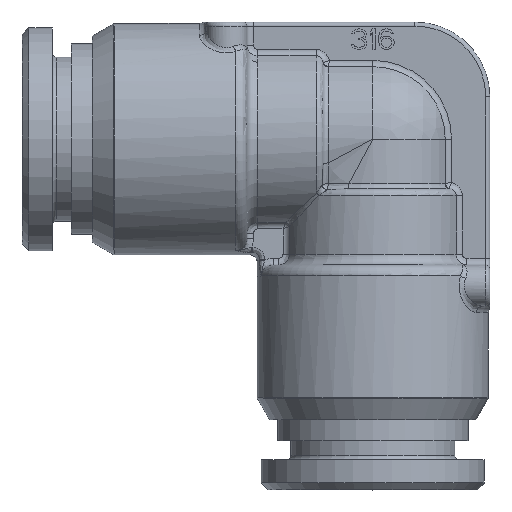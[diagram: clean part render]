
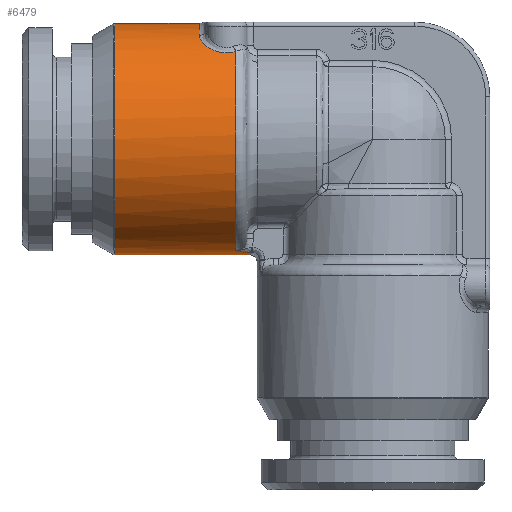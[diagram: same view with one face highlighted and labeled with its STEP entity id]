
A CAD part, top view. The second image highlights one B-rep face of the part: STEP entity #6479.
In plain terms, the highlighted cylindrical face has radius 8.5 mm (diameter 17 mm), a partial arc.
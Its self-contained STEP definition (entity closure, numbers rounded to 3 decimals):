
#479=CARTESIAN_POINT('',(-10.05,-8.165,2.361));
#481=CARTESIAN_POINT('',(-10.05,6.44,5.547));
#602=CARTESIAN_POINT('',(-18.95,0.,0.));
#603=DIRECTION('',(1.,0.,0.));
#604=DIRECTION('',(0.,1.,0.));
#605=AXIS2_PLACEMENT_3D('',#602,#603,#604);
#607=CARTESIAN_POINT('',(-12.75,0.,0.));
#608=DIRECTION('',(1.,0.,0.));
#609=DIRECTION('',(0.,1.,0.));
#610=AXIS2_PLACEMENT_3D('',#607,#608,#609);
#612=CARTESIAN_POINT('',(-12.75,7.614,3.778));
#613=CARTESIAN_POINT('',(-12.75,7.515,3.978));
#614=CARTESIAN_POINT('',(-12.689,7.308,4.358));
#615=CARTESIAN_POINT('',(-12.388,6.944,4.915));
#616=CARTESIAN_POINT('',(-11.978,6.651,5.298));
#617=CARTESIAN_POINT('',(-11.505,6.439,5.55));
#618=CARTESIAN_POINT('',(-11.015,6.334,5.668));
#619=CARTESIAN_POINT('',(-10.542,6.329,5.674));
#620=CARTESIAN_POINT('',(-10.213,6.391,5.605));
#621=CARTESIAN_POINT('',(-10.05,6.44,5.547));
#623=CARTESIAN_POINT('',(-10.05,0.,0.));
#624=DIRECTION('',(1.,0.,0.));
#625=DIRECTION('',(0.,0.758,0.653));
#626=AXIS2_PLACEMENT_3D('',#623,#624,#625);
#628=CARTESIAN_POINT('',(-8.91,-8.333,1.679));
#629=CARTESIAN_POINT('',(-8.997,-8.333,1.679));
#630=CARTESIAN_POINT('',(-9.158,-8.328,1.699));
#631=CARTESIAN_POINT('',(-9.363,-8.314,1.767));
#632=CARTESIAN_POINT('',(-9.534,-8.295,1.855));
#633=CARTESIAN_POINT('',(-9.675,-8.273,1.953));
#634=CARTESIAN_POINT('',(-9.792,-8.248,2.054));
#635=CARTESIAN_POINT('',(-9.886,-8.224,2.151));
#636=CARTESIAN_POINT('',(-9.968,-8.198,2.248));
#637=CARTESIAN_POINT('',(-10.023,-8.177,2.322));
#638=CARTESIAN_POINT('',(-10.05,-8.165,2.361));
#640=DIRECTION('',(-1.,0.,0.));
#641=VECTOR('',#640,0.087);
#642=CARTESIAN_POINT('',(-8.823,-8.333,1.679));
#643=LINE('',#642,#641);
#644=CARTESIAN_POINT('',(-8.823,-8.333,1.679));
#645=CARTESIAN_POINT('',(-8.878,-8.385,1.418));
#646=CARTESIAN_POINT('',(-8.967,-8.469,
0.875));
#647=CARTESIAN_POINT('',(-9.,-8.5,
0.293));
#648=CARTESIAN_POINT('',(-9.,-8.5,
-0.006));
#650=CARTESIAN_POINT('',(-9.,-8.5,
-0.006));
#651=CARTESIAN_POINT('',(-9.,-8.5,
-0.304));
#652=CARTESIAN_POINT('',(-8.966,-8.468,
-0.883));
#653=CARTESIAN_POINT('',(-8.878,-8.385,
-1.42));
#654=CARTESIAN_POINT('',(-8.823,-8.333,
-1.679));
#656=DIRECTION('',(1.,0.,0.));
#657=VECTOR('',#656,0.087);
#658=CARTESIAN_POINT('',(-8.91,-8.333,
-1.679));
#659=LINE('',#658,#657);
#660=CARTESIAN_POINT('',(-9.729,-8.261,
-2.));
#661=CARTESIAN_POINT('',(-9.708,-8.266,
-1.982));
#662=CARTESIAN_POINT('',(-9.664,-8.274,
-1.947));
#663=CARTESIAN_POINT('',(-9.597,-8.285,
-1.899));
#664=CARTESIAN_POINT('',(-9.517,-8.297,
-1.848));
#665=CARTESIAN_POINT('',(-9.425,-8.308,
-1.799));
#666=CARTESIAN_POINT('',(-9.32,-8.317,
-1.754));
#667=CARTESIAN_POINT('',(-9.202,-8.325,
-1.715));
#668=CARTESIAN_POINT('',(-9.066,-8.331,
-1.687));
#669=CARTESIAN_POINT('',(-8.964,-8.333,
-1.679));
#670=CARTESIAN_POINT('',(-8.91,-8.333,
-1.679));
#672=DIRECTION('',(1.,0.,0.));
#673=VECTOR('',#672,0.321);
#674=CARTESIAN_POINT('',(-10.05,-8.261,-2.));
#675=LINE('',#674,#673);
#691=DIRECTION('',(-1.,0.,0.));
#692=VECTOR('',#691,8.9);
#693=CARTESIAN_POINT('',(-10.05,-8.5,0.));
#694=LINE('',#693,#692);
#695=CARTESIAN_POINT('',(-10.05,0.,0.));
#696=DIRECTION('',(1.,0.,0.));
#697=DIRECTION('',(0.,-1.,0.));
#698=AXIS2_PLACEMENT_3D('',#695,#696,#697);
#728=DIRECTION('',(-1.,0.,0.));
#729=VECTOR('',#728,6.2);
#730=CARTESIAN_POINT('',(-12.75,8.5,0.));
#731=LINE('',#730,#729);
#4647=CARTESIAN_POINT('',(-8.823,-8.333,
-1.679));
#4905=VERTEX_POINT('',#481);
#4908=VERTEX_POINT('',#612);
#4910=CARTESIAN_POINT('',(-12.75,8.5,0.));
#4911=VERTEX_POINT('',#4910);
#5065=VERTEX_POINT('',#479);
#5074=CARTESIAN_POINT('',(-18.95,8.5,0.));
#5075=CARTESIAN_POINT('',(-18.95,-8.5,0.));
#5076=VERTEX_POINT('',#5074);
#5077=VERTEX_POINT('',#5075);
#5638=CARTESIAN_POINT('',(-9.,-8.5,
-0.006));
#5640=VERTEX_POINT('',#5638);
#5642=CARTESIAN_POINT('',(-10.05,-8.5,0.));
#5643=CARTESIAN_POINT('',(-10.05,-8.261,-2.));
#5644=VERTEX_POINT('',#5642);
#5645=VERTEX_POINT('',#5643);
#5650=VERTEX_POINT('',#628);
#5651=CARTESIAN_POINT('',(-8.823,-8.333,
1.679));
#5652=VERTEX_POINT('',#5651);
#5667=VERTEX_POINT('',#4647);
#5669=CARTESIAN_POINT('',(-8.91,-8.333,
-1.679));
#5670=VERTEX_POINT('',#5669);
#5671=VERTEX_POINT('',#660);
#6446=CARTESIAN_POINT('',(-21.92,0.,0.));
#6447=DIRECTION('',(1.,0.,0.));
#6448=DIRECTION('',(0.,-1.,0.));
#6449=AXIS2_PLACEMENT_3D('',#6446,#6447,#6448);
#6450=CYLINDRICAL_SURFACE('',#6449,8.5);
#6452=ORIENTED_EDGE('',*,*,#6451,.F.);
#6454=ORIENTED_EDGE('',*,*,#6453,.F.);
#6456=ORIENTED_EDGE('',*,*,#6455,.T.);
#6458=ORIENTED_EDGE('',*,*,#6457,.T.);
#6459=ORIENTED_EDGE('',*,*,#6340,.T.);
#6461=ORIENTED_EDGE('',*,*,#6460,.F.);
#6463=ORIENTED_EDGE('',*,*,#6462,.F.);
#6465=ORIENTED_EDGE('',*,*,#6464,.T.);
#6467=ORIENTED_EDGE('',*,*,#6466,.T.);
#6468=ORIENTED_EDGE('',*,*,#6436,.F.);
#6470=ORIENTED_EDGE('',*,*,#6469,.F.);
#6472=ORIENTED_EDGE('',*,*,#6471,.F.);
#6474=ORIENTED_EDGE('',*,*,#6473,.F.);
#6476=ORIENTED_EDGE('',*,*,#6475,.T.);
#6477=EDGE_LOOP('',(#6452,#6454,#6456,#6458,#6459,#6461,#6463,#6465,#6467,#6468,
#6470,#6472,#6474,#6476));
#6478=FACE_OUTER_BOUND('',#6477,.F.);
#6479=ADVANCED_FACE('',(#6478),#6450,.T.);
#606=CIRCLE('',#605,8.5);
#611=CIRCLE('',#610,8.5);
#622=B_SPLINE_CURVE_WITH_KNOTS('',3,(#612,#613,#614,#615,#616,#617,#618,#619,
#620,#621),.UNSPECIFIED.,.F.,.F.,(4,1,1,1,1,1,1,4),(0.,0.143,
0.286,0.429,0.571,0.714,
0.857,1.),.UNSPECIFIED.);
#627=CIRCLE('',#626,8.5);
#639=B_SPLINE_CURVE_WITH_KNOTS('',3,(#628,#629,#630,#631,#632,#633,#634,#635,
#636,#637,#638),.UNSPECIFIED.,.F.,.F.,(4,1,1,1,1,1,1,1,4),(0.,0.125,0.25,
0.375,0.5,0.625,0.75,0.875,1.),.UNSPECIFIED.);
#649=B_SPLINE_CURVE_WITH_KNOTS('',3,(#644,#645,#646,#647,#648),.UNSPECIFIED.,
.F.,.F.,(4,1,4),(0.,0.5,1.),.UNSPECIFIED.);
#655=B_SPLINE_CURVE_WITH_KNOTS('',3,(#650,#651,#652,#653,#654),.UNSPECIFIED.,
.F.,.F.,(4,1,4),(0.,0.5,1.),.UNSPECIFIED.);
#671=B_SPLINE_CURVE_WITH_KNOTS('',3,(#660,#661,#662,#663,#664,#665,#666,#667,
#668,#669,#670),.UNSPECIFIED.,.F.,.F.,(4,1,1,1,1,1,1,1,4),(0.,0.125,0.25,
0.375,0.5,0.625,0.75,0.875,1.),.UNSPECIFIED.);
#699=CIRCLE('',#698,8.5);
#6340=EDGE_CURVE('',#4905,#5065,#627,.T.);
#6436=EDGE_CURVE('',#5670,#5667,#659,.T.);
#6451=EDGE_CURVE('',#5076,#5077,#606,.T.);
#6453=EDGE_CURVE('',#4911,#5076,#731,.T.);
#6455=EDGE_CURVE('',#4911,#4908,#611,.T.);
#6457=EDGE_CURVE('',#4908,#4905,#622,.T.);
#6460=EDGE_CURVE('',#5650,#5065,#639,.T.);
#6462=EDGE_CURVE('',#5652,#5650,#643,.T.);
#6464=EDGE_CURVE('',#5652,#5640,#649,.T.);
#6466=EDGE_CURVE('',#5640,#5667,#655,.T.);
#6469=EDGE_CURVE('',#5671,#5670,#671,.T.);
#6471=EDGE_CURVE('',#5645,#5671,#675,.T.);
#6473=EDGE_CURVE('',#5644,#5645,#699,.T.);
#6475=EDGE_CURVE('',#5644,#5077,#694,.T.);
